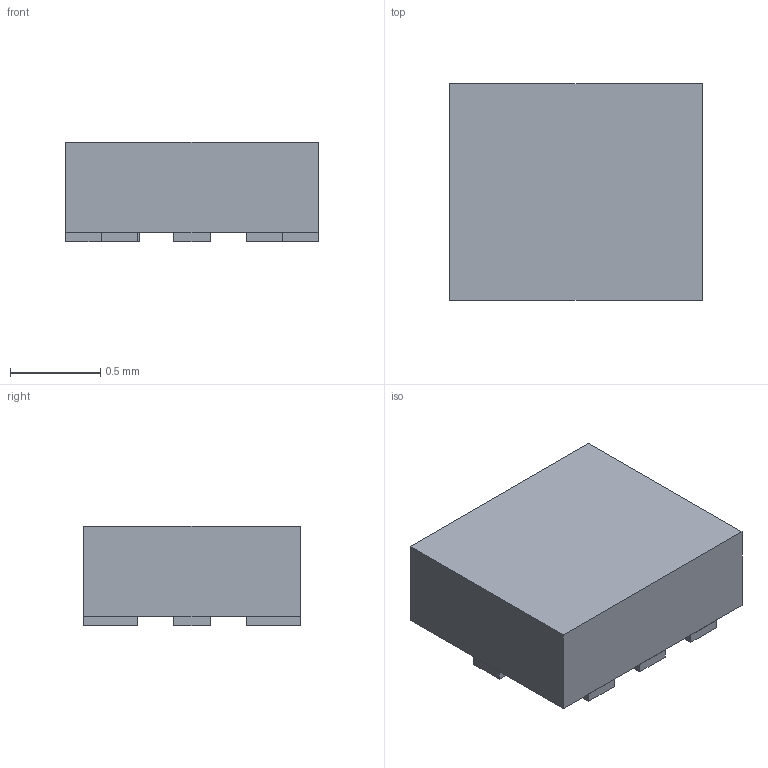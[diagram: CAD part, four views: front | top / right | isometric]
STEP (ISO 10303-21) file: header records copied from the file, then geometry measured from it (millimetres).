
FILE_DESCRIPTION(/* description */ (''),/* implementation_level */ '2;1');
FILE_NAME(/* name */ 'NLSX4302EBMUTCG_UQFN-8 v1.step',/* time_stamp */ '2022-07-05T16:41:50-06:00',/* author */ (''),/* organization */ (''),/* preprocessor_version */ 'ST-DEVELOPER v19',/* originating_system */ 'Autodesk Translation Framework v11.7.0.108',/* authorisation */ '');
FILE_SCHEMA (('AUTOMOTIVE_DESIGN { 1 0 10303 214 3 1 1 }'));
Length unit declared in the file: millimetre
Products named in the file (1): NLSX4302EBMUTCG_UQFN-8
Bounding box: 1.4 x 1.2 x 0.55 mm (x, y, z)
Volume: 0.9 mm3; surface area: 7.4 mm2
Topology: 9 solids, 9 shells, 55 faces, 111 edges, 74 vertices
Faces by surface type: plane 55
Entity records: 1444 total; most frequent: CARTESIAN_POINT 241, DIRECTION 223, ORIENTED_EDGE 222, LINE 111, VECTOR 111, EDGE_CURVE 111, VERTEX_POINT 74, AXIS2_PLACEMENT_3D 56
